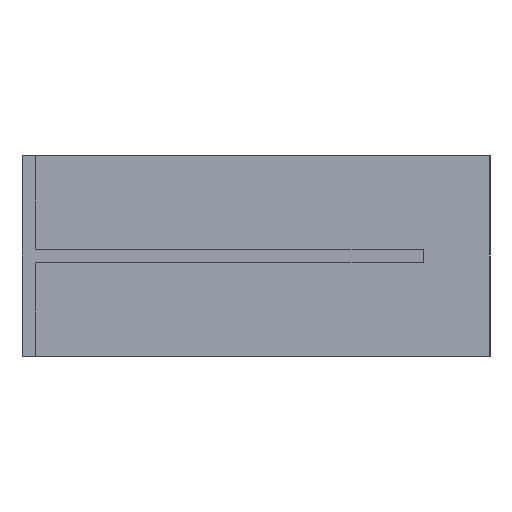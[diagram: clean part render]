
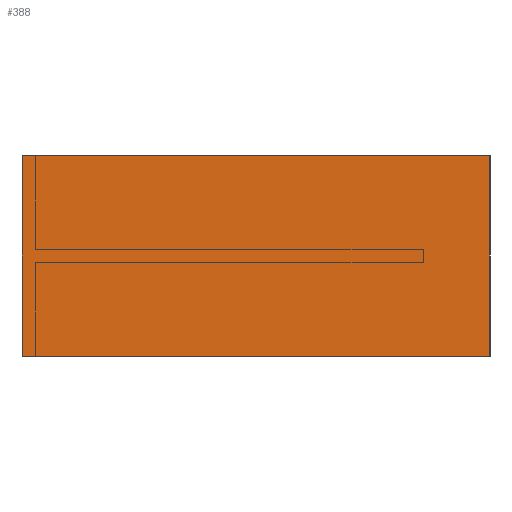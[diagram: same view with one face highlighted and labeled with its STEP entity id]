
A CAD part, left-side view. The second image highlights one B-rep face of the part: STEP entity #388.
In plain terms, the highlighted planar face has unit normal (-1, 0, 0).
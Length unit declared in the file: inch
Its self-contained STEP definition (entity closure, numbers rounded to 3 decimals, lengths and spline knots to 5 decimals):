
#12 = VECTOR ( 'NONE', #474, 39.37008 ) ;
#17 = ORIENTED_EDGE ( 'NONE', *, *, #493, .T. ) ;
#45 = LINE ( 'NONE', #234, #82 ) ;
#55 = ORIENTED_EDGE ( 'NONE', *, *, #356, .F. ) ;
#56 = VECTOR ( 'NONE', #450, 39.37008 ) ;
#82 = VECTOR ( 'NONE', #395, 39.37008 ) ;
#92 = FACE_OUTER_BOUND ( 'NONE', #174, .T. ) ;
#95 = DIRECTION ( 'NONE',  ( 1., 0., 0. ) ) ;
#131 = LINE ( 'NONE', #140, #56 ) ;
#140 = CARTESIAN_POINT ( 'NONE',  ( -36.28125, 3.5, -0.75 ) ) ;
#141 = VERTEX_POINT ( 'NONE', #297 ) ;
#174 = EDGE_LOOP ( 'NONE', ( #451, #17, #55, #441 ) ) ;
#175 = PLANE ( 'NONE',  #419 ) ;
#192 = EDGE_CURVE ( 'NONE', #141, #416, #435, .T. ) ;
#202 = CARTESIAN_POINT ( 'NONE',  ( -36.28125, 3.5, 0.75 ) ) ;
#211 = VERTEX_POINT ( 'NONE', #321 ) ;
#219 = CARTESIAN_POINT ( 'NONE',  ( -36.28125, 0., 0.75 ) ) ;
#234 = CARTESIAN_POINT ( 'NONE',  ( -36.28125, 3.5, 0.75 ) ) ;
#256 = CARTESIAN_POINT ( 'NONE',  ( -36.28125, 3.5, 0.75 ) ) ;
#260 = VECTOR ( 'NONE', #312, 39.37008 ) ;
#262 = EDGE_CURVE ( 'NONE', #141, #414, #45, .T. ) ;
#291 = CARTESIAN_POINT ( 'NONE',  ( -36.28125, 3.5, -0.75 ) ) ;
#297 = CARTESIAN_POINT ( 'NONE',  ( -36.28125, 3.5, 0.75 ) ) ;
#312 = DIRECTION ( 'NONE',  ( 0., 0., -1. ) ) ;
#321 = CARTESIAN_POINT ( 'NONE',  ( -36.28125, 0., -0.75 ) ) ;
#331 = CARTESIAN_POINT ( 'NONE',  ( -36.28125, 0., 0.75 ) ) ;
#356 = EDGE_CURVE ( 'NONE', #414, #211, #483, .T. ) ;
#388 = ADVANCED_FACE ( 'NONE', ( #92 ), #175, .F. ) ;
#395 = DIRECTION ( 'NONE',  ( 0., -1., 0. ) ) ;
#404 = DIRECTION ( 'NONE',  ( 0., 0., -1. ) ) ;
#414 = VERTEX_POINT ( 'NONE', #331 ) ;
#416 = VERTEX_POINT ( 'NONE', #291 ) ;
#419 = AXIS2_PLACEMENT_3D ( 'NONE', #256, #95, #404 ) ;
#435 = LINE ( 'NONE', #202, #260 ) ;
#441 = ORIENTED_EDGE ( 'NONE', *, *, #262, .F. ) ;
#450 = DIRECTION ( 'NONE',  ( 0., -1., 0. ) ) ;
#451 = ORIENTED_EDGE ( 'NONE', *, *, #192, .T. ) ;
#474 = DIRECTION ( 'NONE',  ( 0., 0., -1. ) ) ;
#483 = LINE ( 'NONE', #219, #12 ) ;
#493 = EDGE_CURVE ( 'NONE', #416, #211, #131, .T. ) ;
